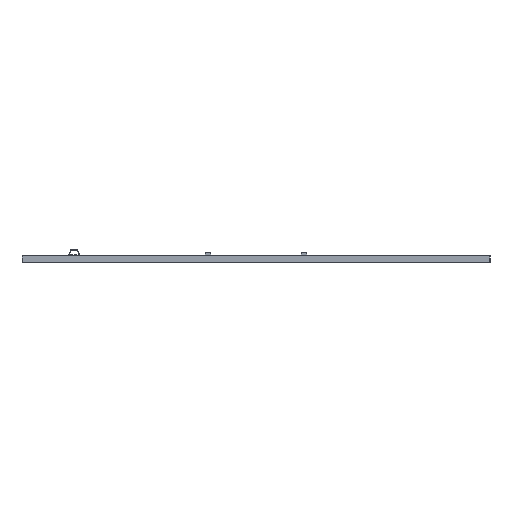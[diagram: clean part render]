
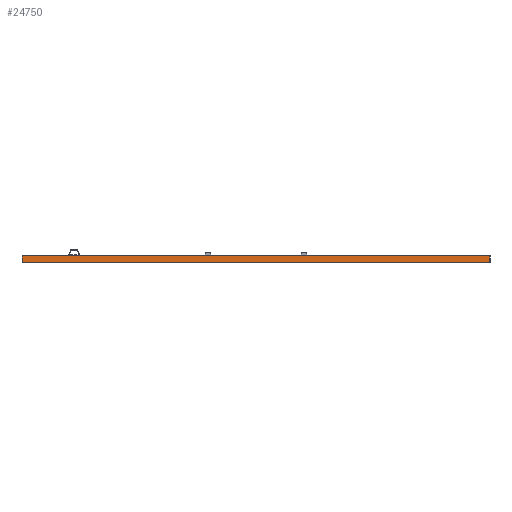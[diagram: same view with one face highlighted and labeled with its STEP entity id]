
A CAD part, left-side view. The second image highlights one B-rep face of the part: STEP entity #24750.
In plain terms, the highlighted planar face has unit normal (-1, 0, 0).
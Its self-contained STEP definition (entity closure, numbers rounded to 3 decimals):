
#24569 = PLANE('',#24570);
#24570 = AXIS2_PLACEMENT_3D('',#24571,#24572,#24573);
#24571 = CARTESIAN_POINT('',(203.2,0.,0.));
#24572 = DIRECTION('',(0.,-1.,0.));
#24573 = DIRECTION('',(-1.,0.,0.));
#24594 = VERTEX_POINT('',#24595);
#24595 = CARTESIAN_POINT('',(0.,0.,1.64));
#24609 = PLANE('',#24610);
#24610 = AXIS2_PLACEMENT_3D('',#24611,#24612,#24613);
#24611 = CARTESIAN_POINT('',(101.6,-57.15,1.64));
#24612 = DIRECTION('',(0.,0.,1.));
#24613 = DIRECTION('',(1.,0.,0.));
#24621 = EDGE_CURVE('',#24622,#24594,#24624,.T.);
#24622 = VERTEX_POINT('',#24623);
#24623 = CARTESIAN_POINT('',(0.,0.,0.));
#24624 = SURFACE_CURVE('',#24625,(#24629,#24636),.PCURVE_S1.);
#24625 = LINE('',#24626,#24627);
#24626 = CARTESIAN_POINT('',(0.,0.,0.));
#24627 = VECTOR('',#24628,1.);
#24628 = DIRECTION('',(0.,0.,1.));
#24629 = PCURVE('',#24569,#24630);
#24630 = DEFINITIONAL_REPRESENTATION('',(#24631),#24635);
#24631 = LINE('',#24632,#24633);
#24632 = CARTESIAN_POINT('',(203.2,0.));
#24633 = VECTOR('',#24634,1.);
#24634 = DIRECTION('',(0.,-1.));
#24635 = ( GEOMETRIC_REPRESENTATION_CONTEXT(2) 
PARAMETRIC_REPRESENTATION_CONTEXT() REPRESENTATION_CONTEXT('2D SPACE',''
  ) );
#24636 = PCURVE('',#24637,#24642);
#24637 = PLANE('',#24638);
#24638 = AXIS2_PLACEMENT_3D('',#24639,#24640,#24641);
#24639 = CARTESIAN_POINT('',(0.,0.,0.));
#24640 = DIRECTION('',(1.,0.,0.));
#24641 = DIRECTION('',(0.,-1.,0.));
#24642 = DEFINITIONAL_REPRESENTATION('',(#24643),#24647);
#24643 = LINE('',#24644,#24645);
#24644 = CARTESIAN_POINT('',(0.,0.));
#24645 = VECTOR('',#24646,1.);
#24646 = DIRECTION('',(0.,-1.));
#24647 = ( GEOMETRIC_REPRESENTATION_CONTEXT(2) 
PARAMETRIC_REPRESENTATION_CONTEXT() REPRESENTATION_CONTEXT('2D SPACE',''
  ) );
#24663 = PLANE('',#24664);
#24664 = AXIS2_PLACEMENT_3D('',#24665,#24666,#24667);
#24665 = CARTESIAN_POINT('',(101.6,-57.15,0.));
#24666 = DIRECTION('',(0.,0.,1.));
#24667 = DIRECTION('',(1.,0.,0.));
#24696 = PLANE('',#24697);
#24697 = AXIS2_PLACEMENT_3D('',#24698,#24699,#24700);
#24698 = CARTESIAN_POINT('',(0.,-114.3,0.));
#24699 = DIRECTION('',(0.,1.,0.));
#24700 = DIRECTION('',(1.,0.,0.));
#24750 = ADVANCED_FACE('',(#24751),#24637,.F.);
#24751 = FACE_BOUND('',#24752,.F.);
#24752 = EDGE_LOOP('',(#24753,#24754,#24777,#24800));
#24753 = ORIENTED_EDGE('',*,*,#24621,.T.);
#24754 = ORIENTED_EDGE('',*,*,#24755,.T.);
#24755 = EDGE_CURVE('',#24594,#24756,#24758,.T.);
#24756 = VERTEX_POINT('',#24757);
#24757 = CARTESIAN_POINT('',(0.,-114.3,1.64));
#24758 = SURFACE_CURVE('',#24759,(#24763,#24770),.PCURVE_S1.);
#24759 = LINE('',#24760,#24761);
#24760 = CARTESIAN_POINT('',(0.,0.,1.64));
#24761 = VECTOR('',#24762,1.);
#24762 = DIRECTION('',(0.,-1.,0.));
#24763 = PCURVE('',#24637,#24764);
#24764 = DEFINITIONAL_REPRESENTATION('',(#24765),#24769);
#24765 = LINE('',#24766,#24767);
#24766 = CARTESIAN_POINT('',(0.,-1.64));
#24767 = VECTOR('',#24768,1.);
#24768 = DIRECTION('',(1.,0.));
#24769 = ( GEOMETRIC_REPRESENTATION_CONTEXT(2) 
PARAMETRIC_REPRESENTATION_CONTEXT() REPRESENTATION_CONTEXT('2D SPACE',''
  ) );
#24770 = PCURVE('',#24609,#24771);
#24771 = DEFINITIONAL_REPRESENTATION('',(#24772),#24776);
#24772 = LINE('',#24773,#24774);
#24773 = CARTESIAN_POINT('',(-101.6,57.15));
#24774 = VECTOR('',#24775,1.);
#24775 = DIRECTION('',(0.,-1.));
#24776 = ( GEOMETRIC_REPRESENTATION_CONTEXT(2) 
PARAMETRIC_REPRESENTATION_CONTEXT() REPRESENTATION_CONTEXT('2D SPACE',''
  ) );
#24777 = ORIENTED_EDGE('',*,*,#24778,.F.);
#24778 = EDGE_CURVE('',#24779,#24756,#24781,.T.);
#24779 = VERTEX_POINT('',#24780);
#24780 = CARTESIAN_POINT('',(0.,-114.3,0.));
#24781 = SURFACE_CURVE('',#24782,(#24786,#24793),.PCURVE_S1.);
#24782 = LINE('',#24783,#24784);
#24783 = CARTESIAN_POINT('',(0.,-114.3,0.));
#24784 = VECTOR('',#24785,1.);
#24785 = DIRECTION('',(0.,0.,1.));
#24786 = PCURVE('',#24637,#24787);
#24787 = DEFINITIONAL_REPRESENTATION('',(#24788),#24792);
#24788 = LINE('',#24789,#24790);
#24789 = CARTESIAN_POINT('',(114.3,0.));
#24790 = VECTOR('',#24791,1.);
#24791 = DIRECTION('',(0.,-1.));
#24792 = ( GEOMETRIC_REPRESENTATION_CONTEXT(2) 
PARAMETRIC_REPRESENTATION_CONTEXT() REPRESENTATION_CONTEXT('2D SPACE',''
  ) );
#24793 = PCURVE('',#24696,#24794);
#24794 = DEFINITIONAL_REPRESENTATION('',(#24795),#24799);
#24795 = LINE('',#24796,#24797);
#24796 = CARTESIAN_POINT('',(0.,0.));
#24797 = VECTOR('',#24798,1.);
#24798 = DIRECTION('',(0.,-1.));
#24799 = ( GEOMETRIC_REPRESENTATION_CONTEXT(2) 
PARAMETRIC_REPRESENTATION_CONTEXT() REPRESENTATION_CONTEXT('2D SPACE',''
  ) );
#24800 = ORIENTED_EDGE('',*,*,#24801,.F.);
#24801 = EDGE_CURVE('',#24622,#24779,#24802,.T.);
#24802 = SURFACE_CURVE('',#24803,(#24807,#24814),.PCURVE_S1.);
#24803 = LINE('',#24804,#24805);
#24804 = CARTESIAN_POINT('',(0.,0.,0.));
#24805 = VECTOR('',#24806,1.);
#24806 = DIRECTION('',(0.,-1.,0.));
#24807 = PCURVE('',#24637,#24808);
#24808 = DEFINITIONAL_REPRESENTATION('',(#24809),#24813);
#24809 = LINE('',#24810,#24811);
#24810 = CARTESIAN_POINT('',(0.,0.));
#24811 = VECTOR('',#24812,1.);
#24812 = DIRECTION('',(1.,0.));
#24813 = ( GEOMETRIC_REPRESENTATION_CONTEXT(2) 
PARAMETRIC_REPRESENTATION_CONTEXT() REPRESENTATION_CONTEXT('2D SPACE',''
  ) );
#24814 = PCURVE('',#24663,#24815);
#24815 = DEFINITIONAL_REPRESENTATION('',(#24816),#24820);
#24816 = LINE('',#24817,#24818);
#24817 = CARTESIAN_POINT('',(-101.6,57.15));
#24818 = VECTOR('',#24819,1.);
#24819 = DIRECTION('',(0.,-1.));
#24820 = ( GEOMETRIC_REPRESENTATION_CONTEXT(2) 
PARAMETRIC_REPRESENTATION_CONTEXT() REPRESENTATION_CONTEXT('2D SPACE',''
  ) );
